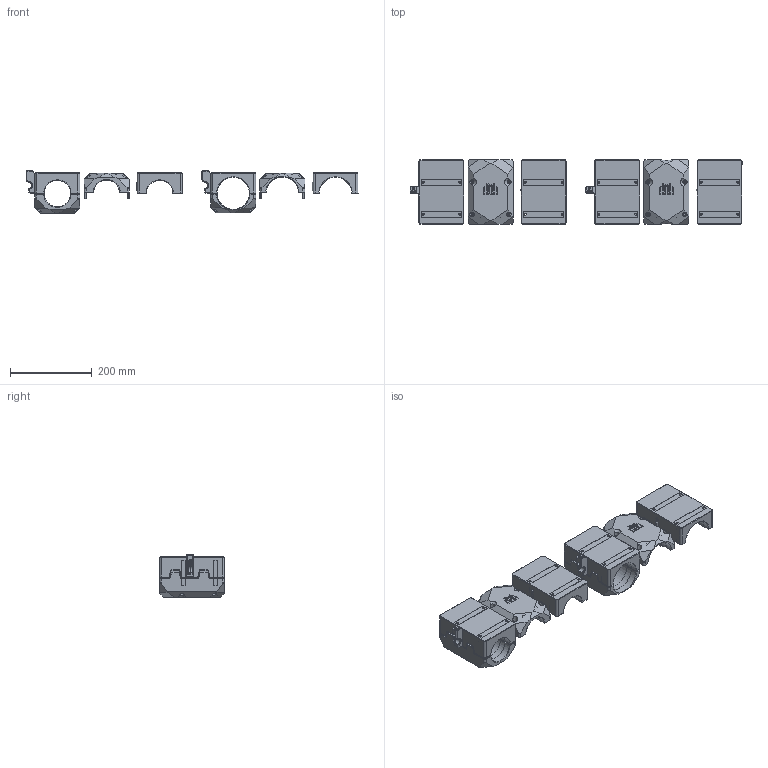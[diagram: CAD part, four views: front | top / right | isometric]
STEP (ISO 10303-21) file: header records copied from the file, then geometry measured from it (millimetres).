
FILE_DESCRIPTION(/* description */ (''),/* implementation_level */ '2;1');
FILE_NAME(/* name */ 'Iron heart MOD (deepergrain) v4.step',/* time_stamp */ '2023-12-06T20:53:16Z',/* author */ (''),/* organization */ (''),/* preprocessor_version */ 'ST-DEVELOPER v20',/* originating_system */ 'Autodesk Translation Framework v12.14.0.127',/* authorisation */ '');
FILE_SCHEMA (('AUTOMOTIVE_DESIGN { 1 0 10303 214 3 1 1 }'));
Length unit declared in the file: millimetre
Products named in the file (34): Iron heart MOD (deepergrain); Burly Z cable chain mount (1); Rear shroud assembly (1); front shroud (1); Rear shroud assembly (1)_1; Rear mount 80mm (2); Rear mount 80mm (1) (1); Rear Shroud 80mm (1); front shroud (1)_1; Front shroud 80mm (1); Front mount 80mm  (1); Front mount 80mm (1); front shroud (1) (1); Front shroud 80mm (1) (1); Front mount 80mm  (1) (1); Front mount 80mm (1) (1); 80mm mount; front shroud (2); Front shroud 80mm (2); Front mount 80mm  (2); Front mount 80mm (2); Rear shroud assembly (2); Rear mount 80mm (3); Rear mount 80mm (1) (2); Rear Shroud 80mm (2); Rear shroud assembly; Rear mount 80mm; Rear mount 80mm (1); Rear Shroud 80mm; Burly Z cable chain mount; front shroud; Front shroud 80mm; Front mount 80mm ; Front mount 80mm
Assembly tree (38 placements, depth 4):
  Iron heart MOD (deepergrain)
    Burly Z cable chain mount (1)
    Rear shroud assembly (1)
      Rear mount 80mm (2)
      Rear mount 80mm (1) (1)
      Rear Shroud 80mm (1)
    front shroud (1)
      Front mount 80mm  (1)
      Front mount 80mm (1)
    Rear shroud assembly (1)_1
      Rear mount 80mm (2)
      Rear mount 80mm (1) (1)
      Rear Shroud 80mm (1)
    front shroud (1)_1
      Front shroud 80mm (1)
      Front mount 80mm  (1)
      Front mount 80mm (1)
    front shroud (1) (1)
      Front shroud 80mm (1) (1)
      Front mount 80mm  (1) (1)
      Front mount 80mm (1) (1)
    80mm mount
      front shroud (2)
        Front shroud 80mm (2)
        Front mount 80mm  (2)
        Front mount 80mm (2)
      Rear shroud assembly (2)
        Rear mount 80mm (3)
        Rear mount 80mm (1) (2)
        Rear Shroud 80mm (2)
      Rear shroud assembly
        Rear mount 80mm
        Rear mount 80mm (1)
        Rear Shroud 80mm
      Burly Z cable chain mount
      front shroud
        Front shroud 80mm
        Front mount 80mm 
        Front mount 80mm
Bounding box: 811.85 x 158 x 104.5 mm (x, y, z)
Volume: 3933534.1 mm3; surface area: 767667.7 mm2
Topology: 28 solids, 28 shells, 1671 faces, 4372 edges, 2797 vertices
Faces by surface type: plane 1160, cylinder 306, cone 163, bspline 42
Full cylindrical faces by diameter (mm): 4 x6, 5.2 x44, 6.5 x4, 10.5 x2, 11 x16
Entity records: 46779 total; most frequent: CARTESIAN_POINT 9278, ORIENTED_EDGE 7750, DIRECTION 7430, EDGE_CURVE 3875, LINE 2966, VECTOR 2966, VERTEX_POINT 2480, AXIS2_PLACEMENT_3D 2232
